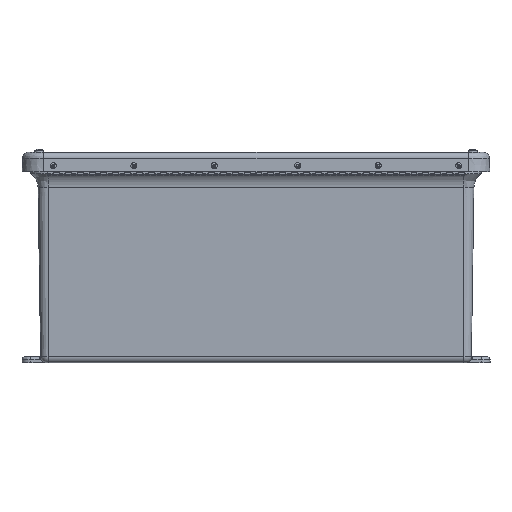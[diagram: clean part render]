
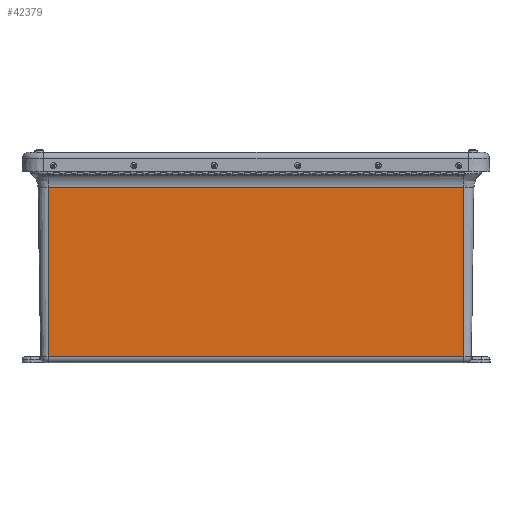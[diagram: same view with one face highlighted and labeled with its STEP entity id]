
A CAD part, left-side view. The second image highlights one B-rep face of the part: STEP entity #42379.
In plain terms, the highlighted planar face has unit normal (-1, 0, -0.015).
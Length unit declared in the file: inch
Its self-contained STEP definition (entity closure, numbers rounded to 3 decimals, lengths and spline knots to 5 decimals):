
#3147 = LINE ( 'NONE', #38622, #35382 ) ;
#3236 = VECTOR ( 'NONE', #35544, 39.37008 ) ;
#5860 = EDGE_CURVE ( 'NONE', #41181, #31501, #3147, .T. ) ;
#6732 = CARTESIAN_POINT ( 'NONE',  ( -8.15623, 8.71875, -0.0028 ) ) ;
#6733 = EDGE_CURVE ( 'NONE', #35138, #41181, #22058, .T. ) ;
#6796 = VECTOR ( 'NONE', #39597, 39.37008 ) ;
#9731 = AXIS2_PLACEMENT_3D ( 'NONE', #17824, #44342, #28561 ) ;
#10028 = VECTOR ( 'NONE', #39492, 39.37008 ) ;
#10647 = CARTESIAN_POINT ( 'NONE',  ( -8.13801, 8.7088, -1.22381 ) ) ;
#11164 = VERTEX_POINT ( 'NONE', #29325 ) ;
#13190 = ORIENTED_EDGE ( 'NONE', *, *, #38980, .T. ) ;
#14314 = PLANE ( 'NONE',  #9731 ) ;
#14408 = EDGE_CURVE ( 'NONE', #11164, #34842, #26708, .T. ) ;
#15447 = CARTESIAN_POINT ( 'NONE',  ( -8.03215, 8.71875, -8.31623 ) ) ;
#15720 = EDGE_LOOP ( 'NONE', ( #32454, #13190, #43795, #34897, #22538, #44666 ) ) ;
#17481 = VECTOR ( 'NONE', #19339, 39.37008 ) ;
#17824 = CARTESIAN_POINT ( 'NONE',  ( -8.15623, 8.71875, -0.0028 ) ) ;
#19339 = DIRECTION ( 'NONE',  ( 0., 1., 0. ) ) ;
#19791 = CARTESIAN_POINT ( 'NONE',  ( -8.13801, 8.71875, -1.22381 ) ) ;
#22058 = LINE ( 'NONE', #6732, #6796 ) ;
#22538 = ORIENTED_EDGE ( 'NONE', *, *, #5860, .F. ) ;
#24921 = CARTESIAN_POINT ( 'NONE',  ( -8.15623, -8.71875, -0.0028 ) ) ;
#26387 = LINE ( 'NONE', #24921, #10028 ) ;
#26708 = LINE ( 'NONE', #39113, #44824 ) ;
#27025 = LINE ( 'NONE', #19791, #17481 ) ;
#28561 = DIRECTION ( 'NONE',  ( 0.015, 0., -1. ) ) ;
#29325 = CARTESIAN_POINT ( 'NONE',  ( -8.13801, -8.7088, -1.22381 ) ) ;
#31426 = CARTESIAN_POINT ( 'NONE',  ( -8.03215, -8.71875, -8.31623 ) ) ;
#31501 = VERTEX_POINT ( 'NONE', #10647 ) ;
#32454 = ORIENTED_EDGE ( 'NONE', *, *, #39076, .F. ) ;
#32748 = VERTEX_POINT ( 'NONE', #31426 ) ;
#34842 = VERTEX_POINT ( 'NONE', #42007 ) ;
#34897 = ORIENTED_EDGE ( 'NONE', *, *, #40683, .T. ) ;
#35138 = VERTEX_POINT ( 'NONE', #15447 ) ;
#35272 = DIRECTION ( 'NONE',  ( 0., -1., -0.003 ) ) ;
#35382 = VECTOR ( 'NONE', #35272, 39.37008 ) ;
#35453 = DIRECTION ( 'NONE',  ( 0., -1., 0.003 ) ) ;
#35544 = DIRECTION ( 'NONE',  ( 0., 1., 0. ) ) ;
#36162 = FACE_OUTER_BOUND ( 'NONE', #15720, .T. ) ;
#38622 = CARTESIAN_POINT ( 'NONE',  ( -8.13801, 8.7088, -1.22381 ) ) ;
#38980 = EDGE_CURVE ( 'NONE', #32748, #34842, #26387, .T. ) ;
#39076 = EDGE_CURVE ( 'NONE', #32748, #35138, #39981, .T. ) ;
#39113 = CARTESIAN_POINT ( 'NONE',  ( -8.13801, -8.71875, -1.22378 ) ) ;
#39492 = DIRECTION ( 'NONE',  ( -0.015, 0., 1. ) ) ;
#39597 = DIRECTION ( 'NONE',  ( -0.015, 0., 1. ) ) ;
#39981 = LINE ( 'NONE', #46760, #3236 ) ;
#40683 = EDGE_CURVE ( 'NONE', #11164, #31501, #27025, .T. ) ;
#41181 = VERTEX_POINT ( 'NONE', #44228 ) ;
#42007 = CARTESIAN_POINT ( 'NONE',  ( -8.13801, -8.71875, -1.22378 ) ) ;
#42379 = ADVANCED_FACE ( 'NONE', ( #36162 ), #14314, .T. ) ;
#43795 = ORIENTED_EDGE ( 'NONE', *, *, #14408, .F. ) ;
#44228 = CARTESIAN_POINT ( 'NONE',  ( -8.13801, 8.71875, -1.22378 ) ) ;
#44342 = DIRECTION ( 'NONE',  ( -1., 0., -0.015 ) ) ;
#44666 = ORIENTED_EDGE ( 'NONE', *, *, #6733, .F. ) ;
#44824 = VECTOR ( 'NONE', #35453, 39.37008 ) ;
#46760 = CARTESIAN_POINT ( 'NONE',  ( -8.03215, 0., -8.31623 ) ) ;
